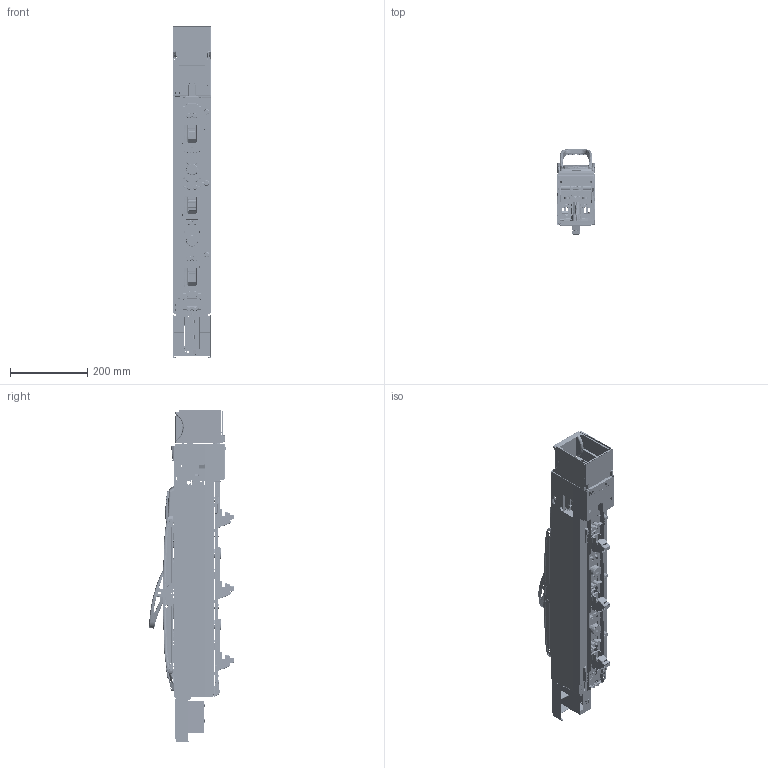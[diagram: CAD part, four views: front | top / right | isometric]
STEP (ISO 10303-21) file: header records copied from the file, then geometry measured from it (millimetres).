
FILE_DESCRIPTION((''),'2;1');
FILE_NAME('ZLBM1-3P-Z-V-EFM','2021-08-09T11:39:52',('FIKASAV3'),(''),'CREO PARAMETRIC BY PTC INC, 2020184','CREO PARAMETRIC BY PTC INC, 2020184','');
FILE_SCHEMA(('AUTOMOTIVE_DESIGN { 1 0 10303 214 1 1 1 1 }'));
Products named in the file (1): ZLBM1-3P-Z-V-EFM
Bounding box: 99.16 x 222.26 x 859.53 mm (x, y, z)
Volume: 4350755.7 mm3; surface area: 1271274.3 mm2
Topology: 1 solids, 967 shells, 3515 faces, 33792 edges, 30812 vertices
Faces by surface type: plane 2152, cylinder 705, bspline 316, cone 150, torus 141, sphere 26, extrusion 25
Entity records: 560909 total; most frequent: CARTESIAN_POINT 313453, ORIENTED_EDGE 37518, DIRECTION 35339, EDGE_CURVE 33745, VERTEX_POINT 30809, VECTOR 19064, LINE 19039, B_SPLINE_CURVE_WITH_KNOTS 9780
